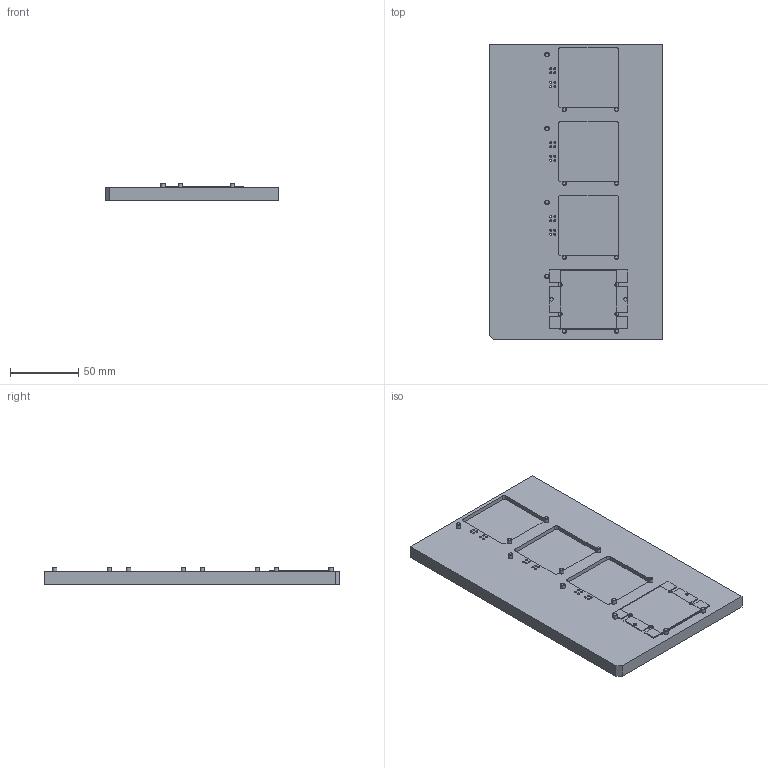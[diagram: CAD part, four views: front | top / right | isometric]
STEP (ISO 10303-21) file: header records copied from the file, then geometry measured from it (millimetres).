
FILE_DESCRIPTION(/* description */ (''),/* implementation_level */ '2;1');
FILE_NAME(/* name */ 'Baseplate Staging Plate Assembly - V2.stp',/* time_stamp */ '2022-10-06T15:25:57-05:00',/* author */ ('Caleb'),/* organization */ (''),/* preprocessor_version */ 'ST-DEVELOPER v19',/* originating_system */ 'Autodesk Inventor 2023',/* authorisation */ '');
FILE_SCHEMA (('AUTOMOTIVE_DESIGN { 1 0 10303 214 3 1 1 }'));
Products named in the file (5): BBM Staging Plate Assembly; Assembly Plate; 98381A304_Dowel Pin; Coverplate Film; etl standard baseplate with cutouts
Assembly tree (15 placements, depth 2):
  BBM Staging Plate Assembly
    Assembly Plate
    98381A304_Dowel Pin  x12
    Coverplate Film
    etl standard baseplate with cutouts
Bounding box: 127 x 215.9 x 12.7 mm (x, y, z)
Volume: 238047 mm3; surface area: 75816.1 mm2
Topology: 15 solids, 15 shells, 189 faces, 477 edges, 314 vertices
Faces by surface type: plane 83, cylinder 82, cone 24
Full cylindrical faces by diameter (mm): 1.5 x32, 2.4 x2, 3.175 x24
Entity records: 4986 total; most frequent: DIRECTION 858, CARTESIAN_POINT 802, ORIENTED_EDGE 778, EDGE_CURVE 389, AXIS2_PLACEMENT_3D 315, VERTEX_POINT 259, LINE 228, VECTOR 228
